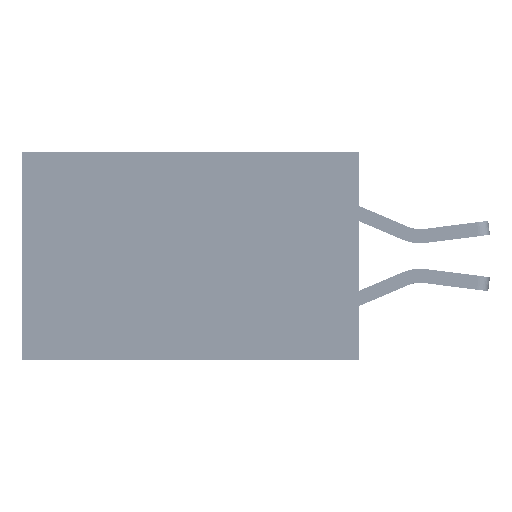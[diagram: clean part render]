
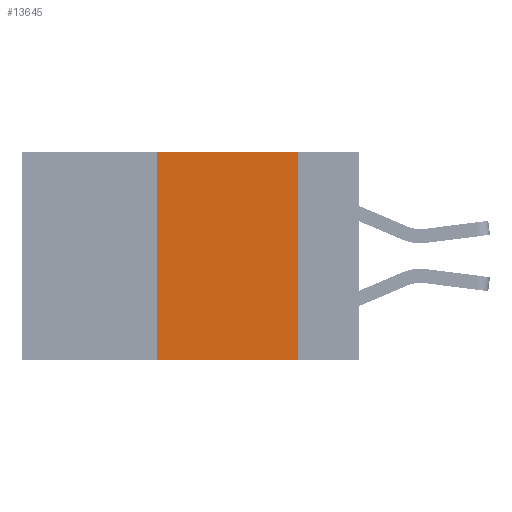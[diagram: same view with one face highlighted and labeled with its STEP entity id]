
A CAD part, left-side view. The second image highlights one B-rep face of the part: STEP entity #13645.
In plain terms, the highlighted planar face has unit normal (-1, 0, 0).
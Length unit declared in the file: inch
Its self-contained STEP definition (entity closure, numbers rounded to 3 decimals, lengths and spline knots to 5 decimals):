
#271 = VECTOR ( 'NONE', #7719, 39.37008 ) ;
#1032 = DIRECTION ( 'NONE',  ( 0., 0., 1. ) ) ;
#2274 = CARTESIAN_POINT ( 'NONE',  ( 0., 0.36, -0.37 ) ) ;
#3279 = CARTESIAN_POINT ( 'NONE',  ( 0., 0.36, 0. ) ) ;
#6263 = AXIS2_PLACEMENT_3D ( 'NONE', #23100, #18541, #34816 ) ;
#7605 = DIRECTION ( 'NONE',  ( 0., -1., 0. ) ) ;
#7719 = DIRECTION ( 'NONE',  ( 0., 0., -1. ) ) ;
#9680 = EDGE_LOOP ( 'NONE', ( #15161, #26011, #13538, #47163 ) ) ;
#12507 = EDGE_CURVE ( 'NONE', #48853, #12914, #17279, .T. ) ;
#12914 = VERTEX_POINT ( 'NONE', #26358 ) ;
#13538 = ORIENTED_EDGE ( 'NONE', *, *, #50377, .F. ) ;
#13645 = ADVANCED_FACE ( 'NONE', ( #43081 ), #35153, .F. ) ;
#15161 = ORIENTED_EDGE ( 'NONE', *, *, #12507, .F. ) ;
#16059 = EDGE_CURVE ( 'NONE', #22024, #48853, #35284, .T. ) ;
#17279 = LINE ( 'NONE', #32439, #271 ) ;
#18173 = VECTOR ( 'NONE', #7605, 39.37008 ) ;
#18244 = EDGE_CURVE ( 'NONE', #27175, #12914, #49507, .T. ) ;
#18541 = DIRECTION ( 'NONE',  ( 1., 0., 0. ) ) ;
#22024 = VERTEX_POINT ( 'NONE', #3279 ) ;
#23100 = CARTESIAN_POINT ( 'NONE',  ( 0., 0.6, 0. ) ) ;
#24757 = VECTOR ( 'NONE', #1032, 39.37008 ) ;
#26011 = ORIENTED_EDGE ( 'NONE', *, *, #16059, .F. ) ;
#26358 = CARTESIAN_POINT ( 'NONE',  ( 0., 0.11, -0.37 ) ) ;
#27175 = VERTEX_POINT ( 'NONE', #2274 ) ;
#29429 = CARTESIAN_POINT ( 'NONE',  ( 0., 0.36, 0. ) ) ;
#30285 = CARTESIAN_POINT ( 'NONE',  ( 0., 0.6, -0.37 ) ) ;
#32439 = CARTESIAN_POINT ( 'NONE',  ( 0., 0.11, 0. ) ) ;
#34816 = DIRECTION ( 'NONE',  ( 0., 0., -1. ) ) ;
#35153 = PLANE ( 'NONE',  #6263 ) ;
#35284 = LINE ( 'NONE', #35679, #18173 ) ;
#35679 = CARTESIAN_POINT ( 'NONE',  ( 0., 0.6, 0. ) ) ;
#38820 = VECTOR ( 'NONE', #50503, 39.37008 ) ;
#43081 = FACE_OUTER_BOUND ( 'NONE', #9680, .T. ) ;
#43829 = CARTESIAN_POINT ( 'NONE',  ( 0., 0.11, 0. ) ) ;
#47163 = ORIENTED_EDGE ( 'NONE', *, *, #18244, .T. ) ;
#48135 = LINE ( 'NONE', #29429, #24757 ) ;
#48853 = VERTEX_POINT ( 'NONE', #43829 ) ;
#49507 = LINE ( 'NONE', #30285, #38820 ) ;
#50377 = EDGE_CURVE ( 'NONE', #27175, #22024, #48135, .T. ) ;
#50503 = DIRECTION ( 'NONE',  ( 0., -1., 0. ) ) ;
